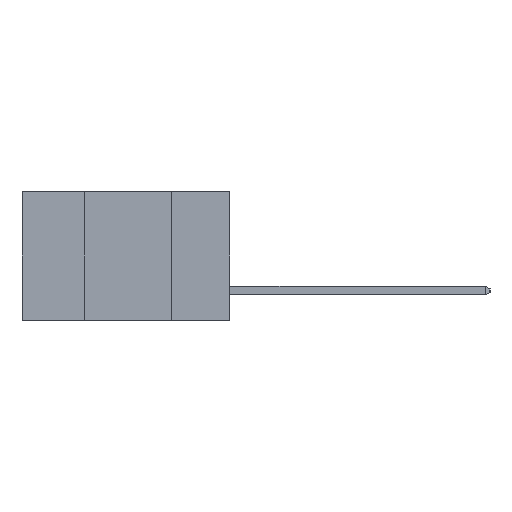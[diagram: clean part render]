
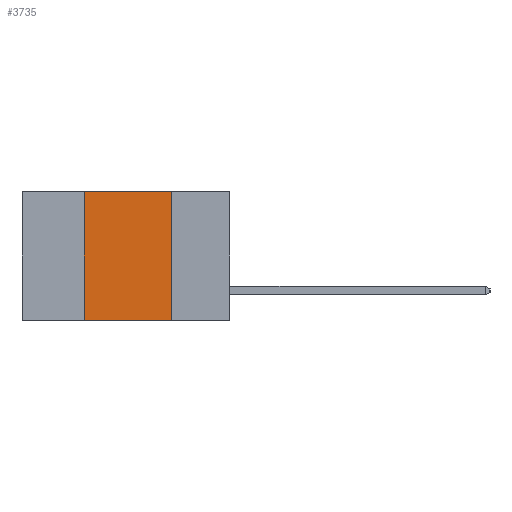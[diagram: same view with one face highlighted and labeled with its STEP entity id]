
A CAD part, left-side view. The second image highlights one B-rep face of the part: STEP entity #3735.
In plain terms, the highlighted planar face has unit normal (-1, 0, 0).
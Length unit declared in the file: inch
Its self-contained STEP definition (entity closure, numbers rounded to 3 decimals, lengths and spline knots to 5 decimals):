
#700 = CARTESIAN_POINT ( 'NONE',  ( 0., 0.42, -0.37 ) ) ;
#1079 = EDGE_CURVE ( 'NONE', #5911, #9602, #2198, .T. ) ;
#1265 = EDGE_LOOP ( 'NONE', ( #7023, #14822, #18342, #14337 ) ) ;
#2198 = LINE ( 'NONE', #5463, #6284 ) ;
#3032 = LINE ( 'NONE', #6800, #18909 ) ;
#3174 = EDGE_CURVE ( 'NONE', #5911, #15286, #8421, .T. ) ;
#3735 = ADVANCED_FACE ( 'NONE', ( #19200 ), #7332, .F. ) ;
#4466 = CARTESIAN_POINT ( 'NONE',  ( 0., 0.17, 0. ) ) ;
#5225 = EDGE_CURVE ( 'NONE', #9602, #10187, #3032, .T. ) ;
#5463 = CARTESIAN_POINT ( 'NONE',  ( 0., 0.42, -0.37 ) ) ;
#5911 = VERTEX_POINT ( 'NONE', #700 ) ;
#6284 = VECTOR ( 'NONE', #7141, 39.37008 ) ;
#6800 = CARTESIAN_POINT ( 'NONE',  ( 0., 0.6, 0. ) ) ;
#7023 = ORIENTED_EDGE ( 'NONE', *, *, #13565, .F. ) ;
#7141 = DIRECTION ( 'NONE',  ( 0., 0., 1. ) ) ;
#7290 = DIRECTION ( 'NONE',  ( 0., 0., -1. ) ) ;
#7325 = DIRECTION ( 'NONE',  ( 1., 0., 0. ) ) ;
#7332 = PLANE ( 'NONE',  #18991 ) ;
#7353 = CARTESIAN_POINT ( 'NONE',  ( 0., 0.6, 0. ) ) ;
#8311 = CARTESIAN_POINT ( 'NONE',  ( 0., 0.42, 0. ) ) ;
#8421 = LINE ( 'NONE', #14772, #13064 ) ;
#9602 = VERTEX_POINT ( 'NONE', #8311 ) ;
#10187 = VERTEX_POINT ( 'NONE', #4466 ) ;
#11782 = DIRECTION ( 'NONE',  ( 0., -1., 0. ) ) ;
#13064 = VECTOR ( 'NONE', #14692, 39.37008 ) ;
#13415 = LINE ( 'NONE', #15840, #17010 ) ;
#13565 = EDGE_CURVE ( 'NONE', #10187, #15286, #13415, .T. ) ;
#14337 = ORIENTED_EDGE ( 'NONE', *, *, #3174, .T. ) ;
#14692 = DIRECTION ( 'NONE',  ( 0., -1., 0. ) ) ;
#14772 = CARTESIAN_POINT ( 'NONE',  ( 0., 0.6, -0.37 ) ) ;
#14822 = ORIENTED_EDGE ( 'NONE', *, *, #5225, .F. ) ;
#15286 = VERTEX_POINT ( 'NONE', #16688 ) ;
#15840 = CARTESIAN_POINT ( 'NONE',  ( 0., 0.17, -0.37 ) ) ;
#15907 = DIRECTION ( 'NONE',  ( 0., 0., -1. ) ) ;
#16688 = CARTESIAN_POINT ( 'NONE',  ( 0., 0.17, -0.37 ) ) ;
#17010 = VECTOR ( 'NONE', #15907, 39.37008 ) ;
#18342 = ORIENTED_EDGE ( 'NONE', *, *, #1079, .F. ) ;
#18909 = VECTOR ( 'NONE', #11782, 39.37008 ) ;
#18991 = AXIS2_PLACEMENT_3D ( 'NONE', #7353, #7325, #7290 ) ;
#19200 = FACE_OUTER_BOUND ( 'NONE', #1265, .T. ) ;
